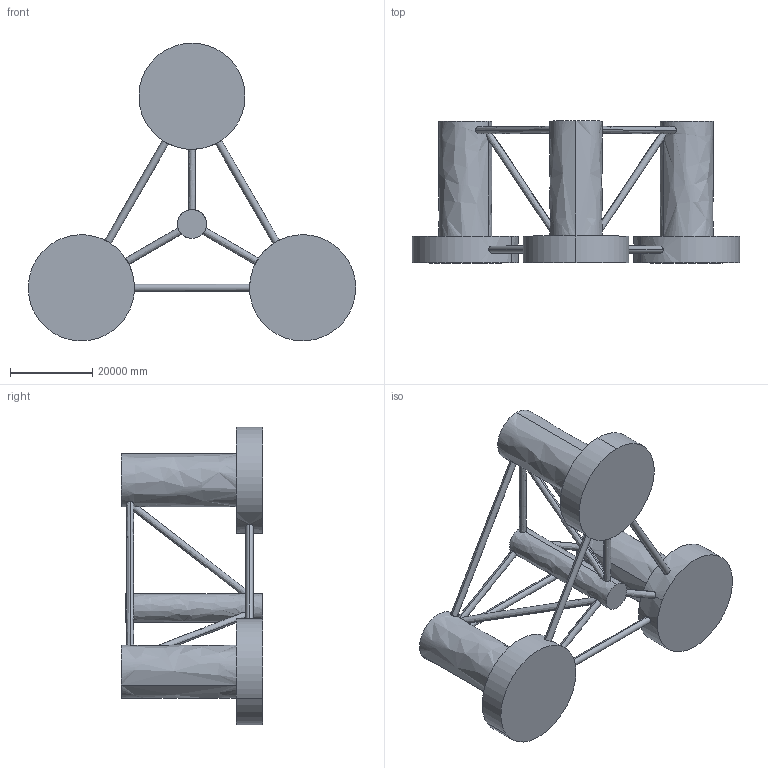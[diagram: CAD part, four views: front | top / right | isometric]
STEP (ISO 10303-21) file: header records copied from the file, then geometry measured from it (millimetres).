
FILE_DESCRIPTION(('FreeCAD Model'),'2;1');
FILE_NAME('Open CASCADE Shape Model','2025-05-03T05:41:47',('FreeCAD'),( 'FreeCAD'),'Open CASCADE STEP processor 7.6','FreeCAD','Unknown');
FILE_SCHEMA(('AUTOMOTIVE_DESIGN { 1 0 10303 214 1 1 1 1 }'));
Length unit declared in the file: millimetre
Products named in the file (1): Open CASCADE STEP translator 7.6 1
Bounding box: 79700.65 x 34468.93 x 72489.66 mm (x, y, z)
Volume: 23503574299328.3 mm3; surface area: 11134810291.5 mm2
Topology: 1 solids, 1 shells, 55 faces, 170 edges, 112 vertices
Faces by surface type: bspline 55
Entity records: 8132 total; most frequent: CARTESIAN_POINT 7149, ORIENTED_EDGE 340, EDGE_CURVE 170, B_SPLINE_CURVE_WITH_KNOTS 130, VERTEX_POINT 112, FACE_BOUND 74, EDGE_LOOP 74, ADVANCED_FACE 55
